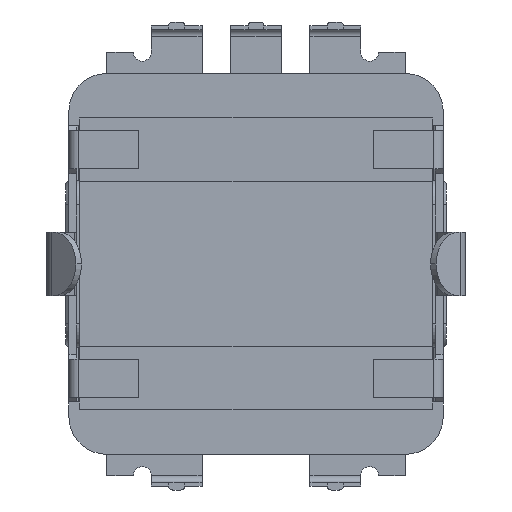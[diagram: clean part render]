
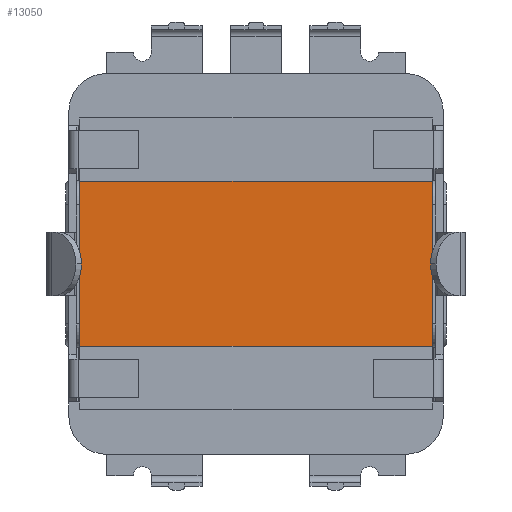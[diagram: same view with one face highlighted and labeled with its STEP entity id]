
A CAD part, front view. The second image highlights one B-rep face of the part: STEP entity #13050.
In plain terms, the highlighted planar face has unit normal (0, -1, 0).
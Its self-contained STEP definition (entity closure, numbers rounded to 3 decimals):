
#101 = CARTESIAN_POINT ( 'NONE',  ( -5.55, 0., -2.6 ) ) ;
#1277 = CARTESIAN_POINT ( 'NONE',  ( -5.55, 0., 2.6 ) ) ;
#1595 = VERTEX_POINT ( 'NONE', #4373 ) ;
#2013 = VECTOR ( 'NONE', #3943, 1000. ) ;
#2020 = EDGE_CURVE ( 'NONE', #15719, #1595, #8840, .T. ) ;
#2102 = AXIS2_PLACEMENT_3D ( 'NONE', #12046, #10956, #3143 ) ;
#2736 = EDGE_CURVE ( 'NONE', #1595, #2807, #10060, .T. ) ;
#2807 = VERTEX_POINT ( 'NONE', #5472 ) ;
#3143 = DIRECTION ( 'NONE',  ( 0., 0., -1. ) ) ;
#3943 = DIRECTION ( 'NONE',  ( -1., 0., 0. ) ) ;
#4175 = EDGE_LOOP ( 'NONE', ( #14447, #5224, #11002, #12774 ) ) ;
#4226 = DIRECTION ( 'NONE',  ( 0., 0., -1. ) ) ;
#4373 = CARTESIAN_POINT ( 'NONE',  ( 5.55, 0., 2.6 ) ) ;
#4402 = VECTOR ( 'NONE', #9903, 1000. ) ;
#5224 = ORIENTED_EDGE ( 'NONE', *, *, #7264, .F. ) ;
#5261 = CARTESIAN_POINT ( 'NONE',  ( -5.55, 0., -2.6 ) ) ;
#5453 = VECTOR ( 'NONE', #4226, 1000. ) ;
#5472 = CARTESIAN_POINT ( 'NONE',  ( 5.55, 0., -2.6 ) ) ;
#6273 = CARTESIAN_POINT ( 'NONE',  ( -5.55, 0., -4.35 ) ) ;
#6749 = VECTOR ( 'NONE', #7601, 1000. ) ;
#7264 = EDGE_CURVE ( 'NONE', #11999, #15719, #12451, .T. ) ;
#7601 = DIRECTION ( 'NONE',  ( 1., 0., 0. ) ) ;
#7870 = EDGE_CURVE ( 'NONE', #2807, #11999, #10493, .T. ) ;
#8840 = LINE ( 'NONE', #1277, #6749 ) ;
#9903 = DIRECTION ( 'NONE',  ( 0., 0., 1. ) ) ;
#10060 = LINE ( 'NONE', #11577, #5453 ) ;
#10493 = LINE ( 'NONE', #101, #2013 ) ;
#10956 = DIRECTION ( 'NONE',  ( 0., -1., 0. ) ) ;
#11002 = ORIENTED_EDGE ( 'NONE', *, *, #7870, .F. ) ;
#11577 = CARTESIAN_POINT ( 'NONE',  ( 5.55, 0., -4.35 ) ) ;
#11999 = VERTEX_POINT ( 'NONE', #5261 ) ;
#12046 = CARTESIAN_POINT ( 'NONE',  ( -4.7, 0., -4.8 ) ) ;
#12451 = LINE ( 'NONE', #6273, #4402 ) ;
#12774 = ORIENTED_EDGE ( 'NONE', *, *, #2736, .F. ) ;
#13050 = ADVANCED_FACE ( 'NONE', ( #16166 ), #13317, .T. ) ;
#13317 = PLANE ( 'NONE',  #2102 ) ;
#14447 = ORIENTED_EDGE ( 'NONE', *, *, #2020, .F. ) ;
#15429 = CARTESIAN_POINT ( 'NONE',  ( -5.55, 0., 2.6 ) ) ;
#15719 = VERTEX_POINT ( 'NONE', #15429 ) ;
#16166 = FACE_OUTER_BOUND ( 'NONE', #4175, .T. ) ;
